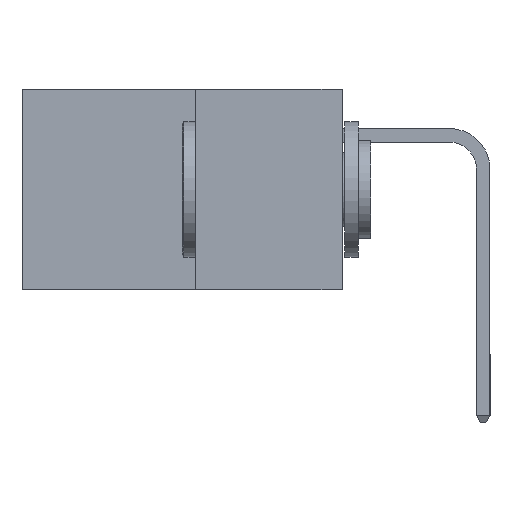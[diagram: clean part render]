
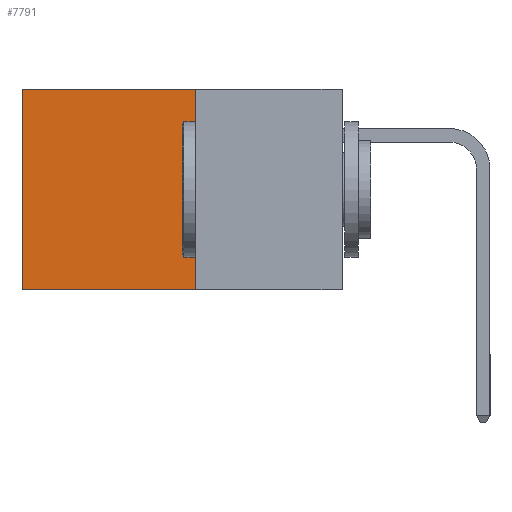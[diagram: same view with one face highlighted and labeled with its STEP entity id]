
A CAD part, left-side view. The second image highlights one B-rep face of the part: STEP entity #7791.
In plain terms, the highlighted planar face has unit normal (-1, 0, 0).
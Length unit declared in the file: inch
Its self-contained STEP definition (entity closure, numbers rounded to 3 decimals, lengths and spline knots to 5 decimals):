
#270 = VECTOR ( 'NONE', #3821, 39.37008 ) ;
#404 = DIRECTION ( 'NONE',  ( 0., 1., 0. ) ) ;
#690 = EDGE_CURVE ( 'NONE', #4587, #8671, #6855, .T. ) ;
#745 = EDGE_LOOP ( 'NONE', ( #10267, #1782, #6307, #8543 ) ) ;
#964 = DIRECTION ( 'NONE',  ( 0., 0., -1. ) ) ;
#987 = CARTESIAN_POINT ( 'NONE',  ( 0.277, 0.59, -0.37 ) ) ;
#1782 = ORIENTED_EDGE ( 'NONE', *, *, #8699, .F. ) ;
#1808 = LINE ( 'NONE', #2178, #8062 ) ;
#1957 = FACE_OUTER_BOUND ( 'NONE', #745, .T. ) ;
#2178 = CARTESIAN_POINT ( 'NONE',  ( 0.277, 0.27, -0.37 ) ) ;
#2512 = VERTEX_POINT ( 'NONE', #5490 ) ;
#2880 = AXIS2_PLACEMENT_3D ( 'NONE', #3108, #3095, #3075 ) ;
#3036 = DIRECTION ( 'NONE',  ( 0., 1., 0. ) ) ;
#3075 = DIRECTION ( 'NONE',  ( 0., 0., -1. ) ) ;
#3095 = DIRECTION ( 'NONE',  ( 1., 0., 0. ) ) ;
#3108 = CARTESIAN_POINT ( 'NONE',  ( 0.277, 0.27, -0.37 ) ) ;
#3131 = PLANE ( 'NONE',  #2880 ) ;
#3538 = LINE ( 'NONE', #987, #5809 ) ;
#3821 = DIRECTION ( 'NONE',  ( 0., 0., -1. ) ) ;
#4007 = CARTESIAN_POINT ( 'NONE',  ( 0.277, 0.27, -0.37 ) ) ;
#4331 = LINE ( 'NONE', #10322, #8568 ) ;
#4587 = VERTEX_POINT ( 'NONE', #9777 ) ;
#5389 = CARTESIAN_POINT ( 'NONE',  ( 0.277, 0.59, -0.37 ) ) ;
#5490 = CARTESIAN_POINT ( 'NONE',  ( 0.277, 0.59, 0. ) ) ;
#5809 = VECTOR ( 'NONE', #964, 39.37008 ) ;
#6307 = ORIENTED_EDGE ( 'NONE', *, *, #690, .F. ) ;
#6855 = LINE ( 'NONE', #4007, #270 ) ;
#7261 = CARTESIAN_POINT ( 'NONE',  ( 0.277, 0.27, -0.37 ) ) ;
#7406 = VERTEX_POINT ( 'NONE', #5389 ) ;
#7791 = ADVANCED_FACE ( 'NONE', ( #1957 ), #3131, .F. ) ;
#8062 = VECTOR ( 'NONE', #3036, 39.37008 ) ;
#8210 = EDGE_CURVE ( 'NONE', #2512, #7406, #3538, .T. ) ;
#8543 = ORIENTED_EDGE ( 'NONE', *, *, #8650, .T. ) ;
#8568 = VECTOR ( 'NONE', #404, 39.37008 ) ;
#8650 = EDGE_CURVE ( 'NONE', #4587, #2512, #4331, .T. ) ;
#8671 = VERTEX_POINT ( 'NONE', #7261 ) ;
#8699 = EDGE_CURVE ( 'NONE', #8671, #7406, #1808, .T. ) ;
#9777 = CARTESIAN_POINT ( 'NONE',  ( 0.277, 0.27, 0. ) ) ;
#10267 = ORIENTED_EDGE ( 'NONE', *, *, #8210, .T. ) ;
#10322 = CARTESIAN_POINT ( 'NONE',  ( 0.277, 0.27, 0. ) ) ;
